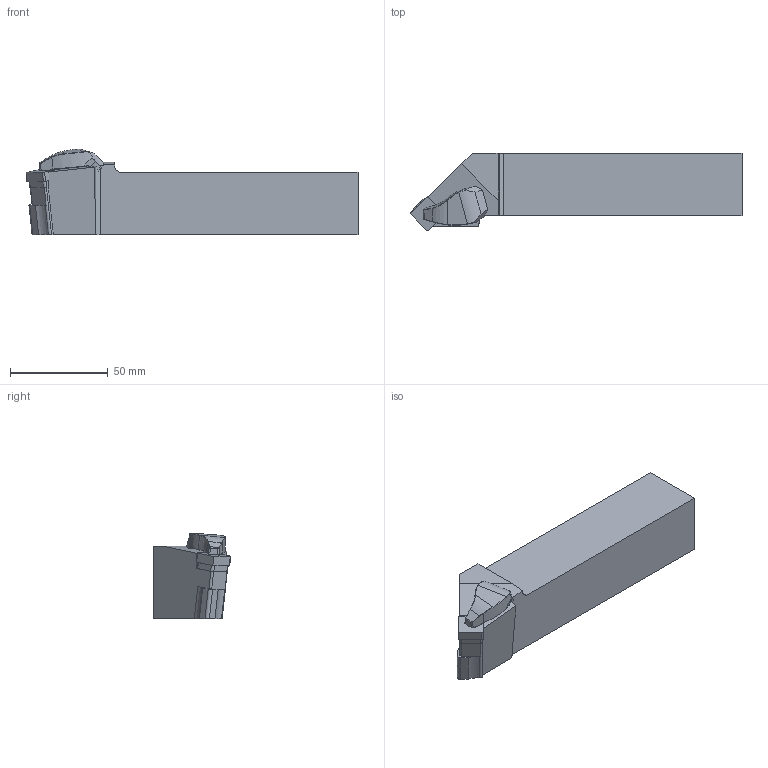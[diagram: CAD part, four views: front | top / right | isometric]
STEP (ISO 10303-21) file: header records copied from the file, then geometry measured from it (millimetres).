
FILE_DESCRIPTION(/* description */ (''),/* implementation_level */ '2;1');
FILE_NAME(/* name */ 'TSSNR-3232-P12-H.stp',/* time_stamp */ '2023-10-17T14:25:58+03:00',/* author */ (''),/* organization */ (''),/* preprocessor_version */ 'ST-DEVELOPER v19.4',/* originating_system */ 'SIEMENS PLM Software NX2306.3001',/* authorisation */ '');
FILE_SCHEMA (('AUTOMOTIVE_DESIGN { 1 0 10303 214 3 1 1 1 }'));
Length unit declared in the file: millimetre
Products named in the file (1): TSSNRR-3232-P12-H
Bounding box: 170 x 39.67 x 43.97 mm (x, y, z)
Volume: 168158.6 mm3; surface area: 24515.1 mm2
Topology: 2 solids, 4 shells, 131 faces, 332 edges, 208 vertices
Faces by surface type: plane 67, cylinder 25, bspline 21, cone 15, extrusion 2, torus 1
Entity records: 4200 total; most frequent: CARTESIAN_POINT 1165, ORIENTED_EDGE 660, DIRECTION 524, EDGE_CURVE 330, VERTEX_POINT 208, VECTOR 178, LINE 176, AXIS2_PLACEMENT_3D 173
